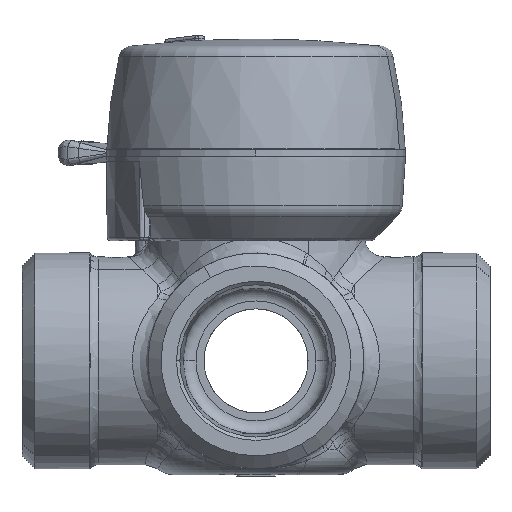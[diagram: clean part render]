
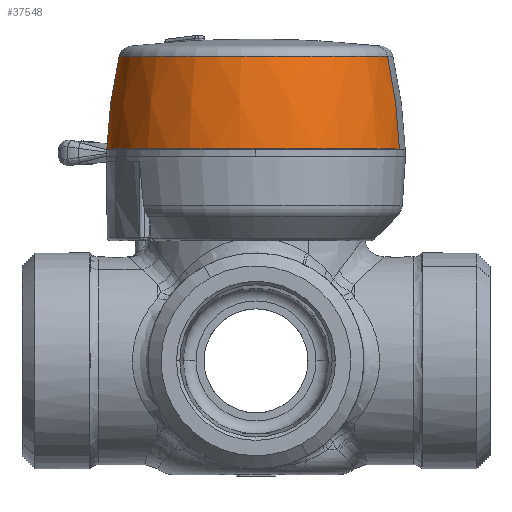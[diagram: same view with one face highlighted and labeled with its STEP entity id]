
A CAD part, front view. The second image highlights one B-rep face of the part: STEP entity #37548.
In plain terms, the highlighted face is a revolution surface.
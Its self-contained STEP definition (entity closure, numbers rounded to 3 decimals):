
#37486=AXIS2_PLACEMENT_3D('Circle Axis2P3D',#37484,#37485,$) ;
#37531=AXIS2_PLACEMENT_3D('Circle Axis2P3D',#37529,#37530,$) ;
#37479=CARTESIAN_POINT('Vertex',(11.027,-20.184,66.5)) ;
#37481=CARTESIAN_POINT('Vertex',(-11.027,20.184,66.5)) ;
#37484=CARTESIAN_POINT('Axis2P3D Location',(0.,0.,66.5)) ;
#37513=CARTESIAN_POINT('Control Point',(0.,23.,66.5)) ;
#37514=CARTESIAN_POINT('Control Point',(0.,22.831,71.344)) ;
#37515=CARTESIAN_POINT('Control Point',(0.,22.191,76.171)) ;
#37516=CARTESIAN_POINT('Control Point',(0.,21.092,80.891)) ;
#37517=CARTESIAN_POINT('Axis1P Location',(0.,0.,75.)) ;
#37522=CARTESIAN_POINT('Control Point',(11.027,-20.184,66.5)) ;
#37523=CARTESIAN_POINT('Control Point',(10.946,-20.036,71.344)) ;
#37524=CARTESIAN_POINT('Control Point',(10.639,-19.474,76.171)) ;
#37525=CARTESIAN_POINT('Control Point',(10.112,-18.51,80.891)) ;
#37526=CARTESIAN_POINT('Vertex',(10.112,-18.51,80.891)) ;
#37529=CARTESIAN_POINT('Axis2P3D Location',(0.,0.,80.891)) ;
#37533=CARTESIAN_POINT('Vertex',(-10.112,18.51,80.891)) ;
#37537=CARTESIAN_POINT('Control Point',(-11.027,20.184,66.5)) ;
#37538=CARTESIAN_POINT('Control Point',(-10.946,20.036,71.344)) ;
#37539=CARTESIAN_POINT('Control Point',(-10.639,19.474,76.171)) ;
#37540=CARTESIAN_POINT('Control Point',(-10.112,18.51,80.891)) ;
#37485=DIRECTION('Axis2P3D Direction',(0.,0.,1.)) ;
#37518=DIRECTION('Axis1P Direction',(0.,0.,1.)) ;
#37530=DIRECTION('Axis2P3D Direction',(0.,0.,1.)) ;
#37519=AXIS1_PLACEMENT('Revolution Surface Axis1P',#37517,#37518) ;
#37543=ORIENTED_EDGE('',*,*,#37528,.T.) ;
#37544=ORIENTED_EDGE('',*,*,#37535,.F.) ;
#37545=ORIENTED_EDGE('',*,*,#37541,.F.) ;
#37546=ORIENTED_EDGE('',*,*,#37488,.T.) ;
#37548=ADVANCED_FACE('',(#37547),#37520,.T.) ;
#37512=B_SPLINE_CURVE_WITH_KNOTS('',3,(#37513,#37514,#37515,#37516),.UNSPECIFIED.,.F.,.U.,(4,4),(473.857,488.397),.UNSPECIFIED.) ;
#37521=B_SPLINE_CURVE_WITH_KNOTS('',3,(#37522,#37523,#37524,#37525),.UNSPECIFIED.,.F.,.U.,(4,4),(473.857,488.397),.UNSPECIFIED.) ;
#37536=B_SPLINE_CURVE_WITH_KNOTS('',3,(#37537,#37538,#37539,#37540),.UNSPECIFIED.,.F.,.U.,(4,4),(473.857,488.397),.UNSPECIFIED.) ;
#37487=CIRCLE('generated circle',#37486,23.) ;
#37532=CIRCLE('generated circle',#37531,21.092) ;
#37488=EDGE_CURVE('',#37482,#37480,#37487,.T.) ;
#37528=EDGE_CURVE('',#37480,#37527,#37521,.T.) ;
#37535=EDGE_CURVE('',#37534,#37527,#37532,.T.) ;
#37541=EDGE_CURVE('',#37482,#37534,#37536,.T.) ;
#37542=EDGE_LOOP('',(#37543,#37544,#37545,#37546)) ;
#37547=FACE_OUTER_BOUND('',#37542,.T.) ;
#37520=SURFACE_OF_REVOLUTION('Surface of Revolution',#37512,#37519) ;
#37480=VERTEX_POINT('',#37479) ;
#37482=VERTEX_POINT('',#37481) ;
#37527=VERTEX_POINT('',#37526) ;
#37534=VERTEX_POINT('',#37533) ;
